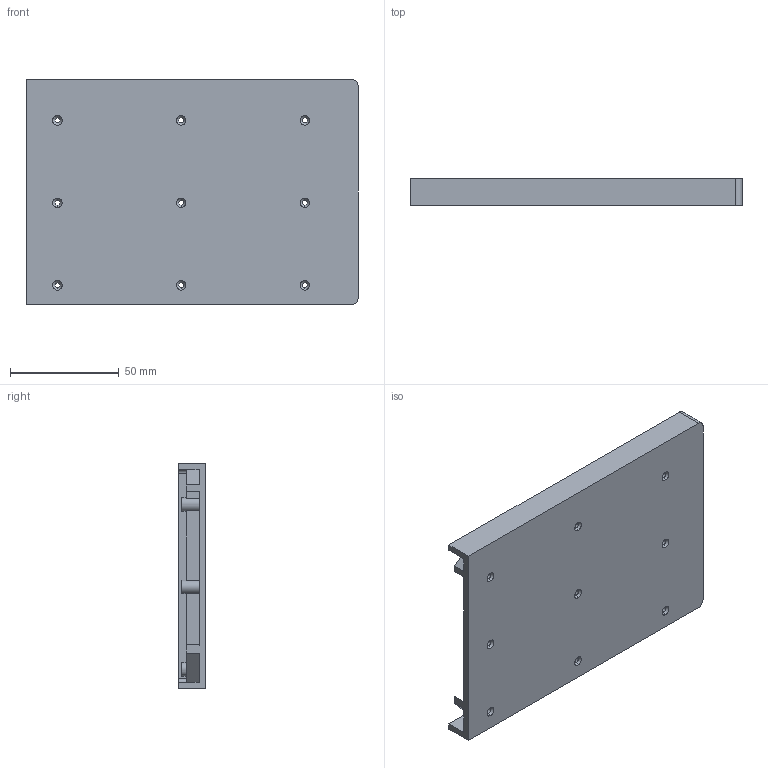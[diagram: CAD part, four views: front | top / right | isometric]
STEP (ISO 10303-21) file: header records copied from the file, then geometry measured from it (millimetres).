
FILE_DESCRIPTION (( 'STEP AP214' ), '1' );
FILE_NAME ('菁R.STE', '2025-02-13T15:03:33', ( '' ), ( '' ), 'SwSTEP 2.0', 'SolidWorks 2025', '' );
FILE_SCHEMA (( 'AUTOMOTIVE_DESIGN' ));
Length unit declared in the file: millimetre
Products named in the file (1): 底R
Bounding box: 153 x 12.6 x 104 mm (x, y, z)
Volume: 70049 mm3; surface area: 50059 mm2
Topology: 1 solids, 1 shells, 144 faces, 408 edges, 266 vertices
Faces by surface type: plane 86, cylinder 40, cone 18
Entity records: 4747 total; most frequent: DIRECTION 838, CARTESIAN_POINT 819, ORIENTED_EDGE 816, EDGE_CURVE 408, AXIS2_PLACEMENT_3D 285, LINE 268, VECTOR 268, VERTEX_POINT 266
